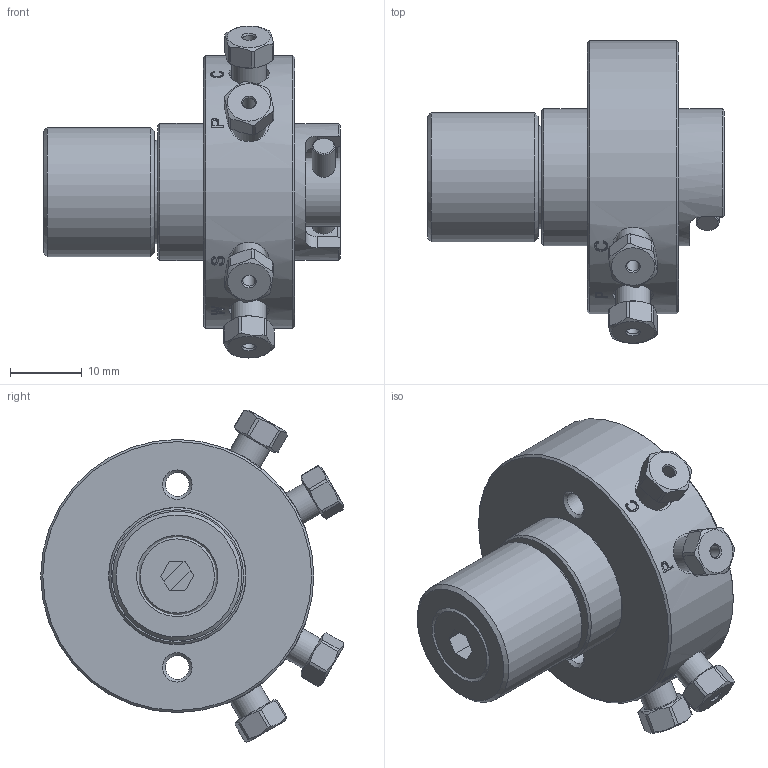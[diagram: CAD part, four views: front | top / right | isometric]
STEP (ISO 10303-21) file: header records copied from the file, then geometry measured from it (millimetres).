
FILE_DESCRIPTION((''),'2;1');
FILE_NAME('313463.stp','2013-11-13T08:08:17',('Franzp'),(''),'Autodesk Inventor 2013','Autodesk Inventor 2013','');
FILE_SCHEMA(('AUTOMOTIVE_DESIGN { 1 0 10303 214 1 1 1 1 }'));
Length unit declared in the file: millimetre
Products named in the file (1): 313463_Shrinkwrap_1
Bounding box: 41.27 x 42.07 x 46.16 mm (x, y, z)
Surface area: 7595.3 mm2 (no closed solid volume)
Topology: 0 solids, 19 shells, 136 faces, 454 edges, 345 vertices
Faces by surface type: plane 56, cylinder 54, cone 26
Full cylindrical faces by diameter (mm): 1.727 x4, 3.175 x1, 3.18 x1, 3.302 x2, 4.826 x4, 5.6 x4, 9.525 x1, 14.4 x1, 14.651 x1, 18 x1, 19.05 x2, 37.973 x1
Entity records: 5516 total; most frequent: CARTESIAN_POINT 1752, DIRECTION 701, ORIENTED_EDGE 628, EDGE_CURVE 390, VERTEX_POINT 328, AXIS2_PLACEMENT_3D 306, EDGE_LOOP 216, CIRCLE 145
